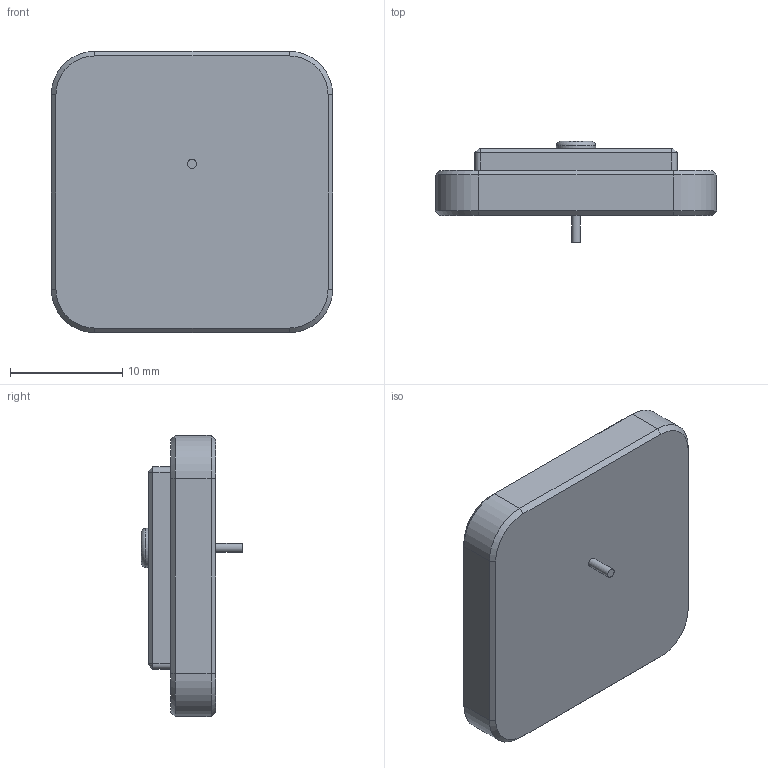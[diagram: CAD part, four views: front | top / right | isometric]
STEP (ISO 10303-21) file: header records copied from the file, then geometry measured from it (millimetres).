
FILE_DESCRIPTION (( 'STEP AP214' ), '1' );
FILE_NAME ('GVLB256.STEP', '2024-08-06T07:08:06', ( '' ), ( '' ), 'SwSTEP 2.0', 'SolidWorks 2022', '' );
FILE_SCHEMA (( 'AUTOMOTIVE_DESIGN' ));
Length unit declared in the file: millimetre
Products named in the file (1): GVLB256
Bounding box: 25 x 9 x 25 mm (x, y, z)
Volume: 3079.6 mm3; surface area: 1709 mm2
Topology: 3 solids, 3 shells, 286 faces, 743 edges, 487 vertices
Faces by surface type: plane 151, bspline 114, cone 11, cylinder 9, torus 1
Full cylindrical faces by diameter (mm): 0.8 x1, 3.5 x1
Entity records: 14013 total; most frequent: CARTESIAN_POINT 5212, ORIENTED_EDGE 1480, DIRECTION 888, EDGE_CURVE 740, VERTEX_POINT 487, LINE 482, VECTOR 482, EDGE_LOOP 313
